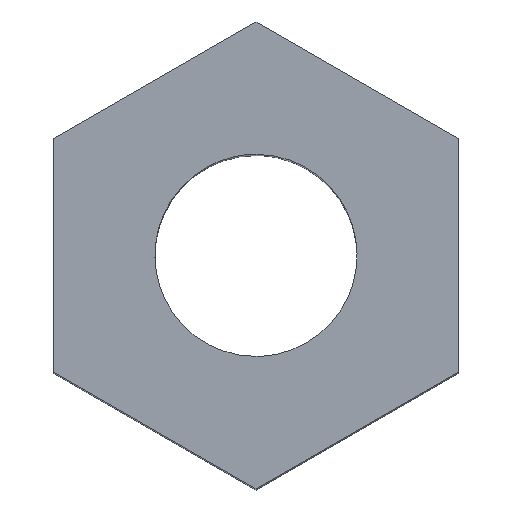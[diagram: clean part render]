
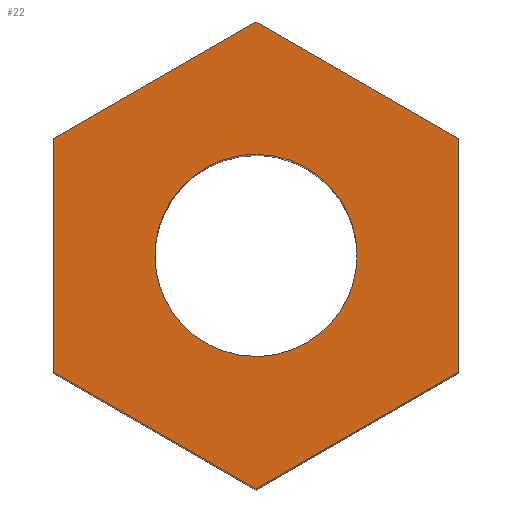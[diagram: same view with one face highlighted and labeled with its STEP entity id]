
A CAD part, top view. The second image highlights one B-rep face of the part: STEP entity #22.
In plain terms, the highlighted planar face has unit normal (0, 0, 1).
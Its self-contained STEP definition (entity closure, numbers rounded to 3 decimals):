
#22=ADVANCED_FACE('',(#34,#26),#170,.T.);
#26=FACE_BOUND('',#46,.T.);
#34=FACE_OUTER_BOUND('',#45,.T.);
#45=EDGE_LOOP('',(#81,#82,#83,#84,#85,#86));
#46=EDGE_LOOP('',(#87,#88));
#81=ORIENTED_EDGE('',*,*,#103,.F.);
#82=ORIENTED_EDGE('',*,*,#116,.F.);
#83=ORIENTED_EDGE('',*,*,#114,.F.);
#84=ORIENTED_EDGE('',*,*,#111,.F.);
#85=ORIENTED_EDGE('',*,*,#108,.F.);
#86=ORIENTED_EDGE('',*,*,#106,.F.);
#87=ORIENTED_EDGE('',*,*,#118,.T.);
#88=ORIENTED_EDGE('',*,*,#117,.T.);
#103=EDGE_CURVE('',#153,#154,#131,.T.);
#106=EDGE_CURVE('',#154,#155,#134,.T.);
#108=EDGE_CURVE('',#155,#156,#136,.T.);
#111=EDGE_CURVE('',#156,#157,#139,.T.);
#114=EDGE_CURVE('',#157,#158,#142,.T.);
#116=EDGE_CURVE('',#158,#153,#144,.T.);
#117=EDGE_CURVE('',#159,#160,#123,.T.);
#118=EDGE_CURVE('',#160,#159,#124,.T.);
#123=(
BOUNDED_CURVE()
B_SPLINE_CURVE(2,(#319,#320,#321,#322,#323),.UNSPECIFIED.,.F.,.F.)
B_SPLINE_CURVE_WITH_KNOTS((3,2,3),(-3.142,-1.571,0.),
 .UNSPECIFIED.)
CURVE()
GEOMETRIC_REPRESENTATION_ITEM()
RATIONAL_B_SPLINE_CURVE((1.,0.707,1.,0.707,1.))
REPRESENTATION_ITEM('')
);
#124=(
BOUNDED_CURVE()
B_SPLINE_CURVE(2,(#324,#325,#326,#327,#328),.UNSPECIFIED.,.F.,.F.)
B_SPLINE_CURVE_WITH_KNOTS((3,2,3),(-3.142,-1.571,0.),
 .UNSPECIFIED.)
CURVE()
GEOMETRIC_REPRESENTATION_ITEM()
RATIONAL_B_SPLINE_CURVE((1.,0.707,1.,0.707,1.))
REPRESENTATION_ITEM('')
);
#131=B_SPLINE_CURVE_WITH_KNOTS('',1,(#291,#292),.UNSPECIFIED.,.F.,.F.,(2,
2),(-2.309,0.),.UNSPECIFIED.);
#134=B_SPLINE_CURVE_WITH_KNOTS('',1,(#297,#298),.UNSPECIFIED.,.F.,.F.,(2,
2),(-2.309,0.),.UNSPECIFIED.);
#136=B_SPLINE_CURVE_WITH_KNOTS('',1,(#301,#302),.UNSPECIFIED.,.F.,.F.,(2,
2),(-2.309,0.),.UNSPECIFIED.);
#139=B_SPLINE_CURVE_WITH_KNOTS('',1,(#307,#308),.UNSPECIFIED.,.F.,.F.,(2,
2),(-2.309,0.),.UNSPECIFIED.);
#142=B_SPLINE_CURVE_WITH_KNOTS('',1,(#313,#314),.UNSPECIFIED.,.F.,.F.,(2,
2),(-2.309,0.),.UNSPECIFIED.);
#144=B_SPLINE_CURVE_WITH_KNOTS('',1,(#317,#318),.UNSPECIFIED.,.F.,.F.,(2,
2),(-2.309,0.),.UNSPECIFIED.);
#153=VERTEX_POINT('',#265);
#154=VERTEX_POINT('',#266);
#155=VERTEX_POINT('',#267);
#156=VERTEX_POINT('',#268);
#157=VERTEX_POINT('',#269);
#158=VERTEX_POINT('',#270);
#159=VERTEX_POINT('',#271);
#160=VERTEX_POINT('',#272);
#170=PLANE('',#198);
#198=AXIS2_PLACEMENT_3D('',#220,#209,$);
#209=DIRECTION('',(0.,0.,1.));
#220=CARTESIAN_POINT('',(-3.17,-3.635,9.));
#265=CARTESIAN_POINT('',(-2.5,1.443,9.));
#266=CARTESIAN_POINT('',(0.,2.887,9.));
#267=CARTESIAN_POINT('',(2.5,1.443,9.));
#268=CARTESIAN_POINT('',(2.5,-1.443,9.));
#269=CARTESIAN_POINT('',(0.,-2.887,9.));
#270=CARTESIAN_POINT('',(-2.5,-1.443,9.));
#271=CARTESIAN_POINT('',(0.,1.25,9.));
#272=CARTESIAN_POINT('',(0.,-1.25,9.));
#291=CARTESIAN_POINT('',(-2.5,1.443,9.));
#292=CARTESIAN_POINT('',(0.,2.887,9.));
#297=CARTESIAN_POINT('',(0.,2.887,9.));
#298=CARTESIAN_POINT('',(2.5,1.443,9.));
#301=CARTESIAN_POINT('',(2.5,1.443,9.));
#302=CARTESIAN_POINT('',(2.5,-1.443,9.));
#307=CARTESIAN_POINT('',(2.5,-1.443,9.));
#308=CARTESIAN_POINT('',(0.,-2.887,9.));
#313=CARTESIAN_POINT('',(0.,-2.887,9.));
#314=CARTESIAN_POINT('',(-2.5,-1.443,9.));
#317=CARTESIAN_POINT('',(-2.5,-1.443,9.));
#318=CARTESIAN_POINT('',(-2.5,1.443,9.));
#319=CARTESIAN_POINT('',(0.,1.25,9.));
#320=CARTESIAN_POINT('',(1.25,1.25,9.));
#321=CARTESIAN_POINT('',(1.25,0.,9.));
#322=CARTESIAN_POINT('',(1.25,-1.25,9.));
#323=CARTESIAN_POINT('',(0.,-1.25,9.));
#324=CARTESIAN_POINT('',(0.,-1.25,9.));
#325=CARTESIAN_POINT('',(-1.25,-1.25,9.));
#326=CARTESIAN_POINT('',(-1.25,0.,9.));
#327=CARTESIAN_POINT('',(-1.25,1.25,9.));
#328=CARTESIAN_POINT('',(0.,1.25,9.));
